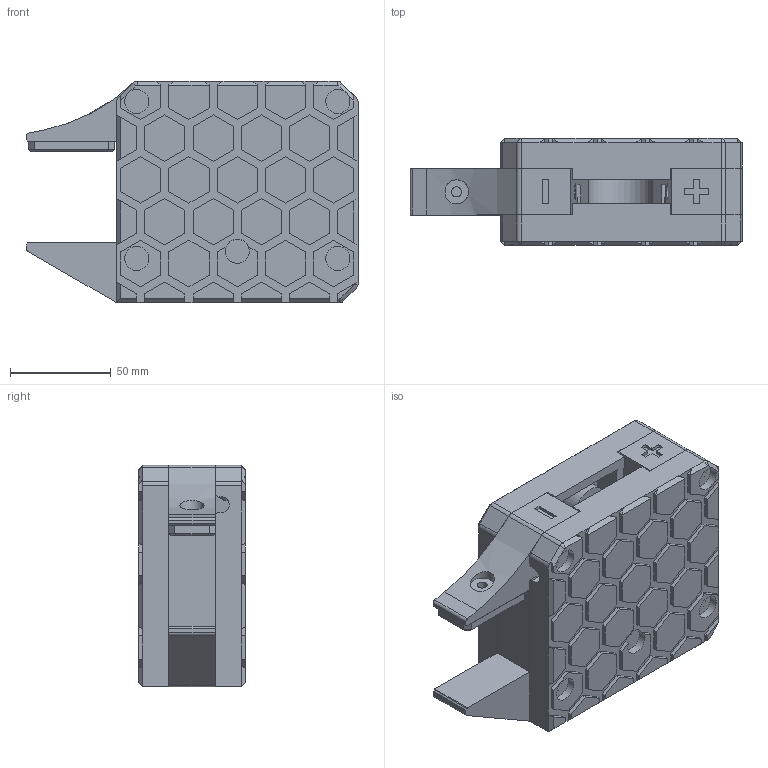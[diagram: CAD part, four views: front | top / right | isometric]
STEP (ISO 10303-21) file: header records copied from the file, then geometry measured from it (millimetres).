
FILE_DESCRIPTION(/* description */ (''),/* implementation_level */ '2;1');
FILE_NAME(/* name */ 'Base v33.step',/* time_stamp */ '2022-11-26T13:09:40+01:00',/* author */ (''),/* organization */ (''),/* preprocessor_version */ 'ST-DEVELOPER v19.2',/* originating_system */ 'Autodesk Translation Framework v11.17.0.187',/* authorisation */ '');
FILE_SCHEMA (('AUTOMOTIVE_DESIGN { 1 0 10303 214 3 1 1 }'));
Length unit declared in the file: millimetre
Products named in the file (5): Base; Left; Middle; right (1); Feet
Assembly tree (4 placements, depth 2):
  Base
    Left
    Middle
    right (1)
    Feet
Bounding box: 165 x 53 x 110 mm (x, y, z)
Volume: 400405.7 mm3; surface area: 139729.2 mm2
Topology: 4 solids, 4 shells, 745 faces, 1926 edges, 1254 vertices
Faces by surface type: plane 647, cylinder 88, cone 8, bspline 2
Full cylindrical faces by diameter (mm): 5 x4, 5.5 x10, 8 x4, 12 x10
Entity records: 22543 total; most frequent: CARTESIAN_POINT 4010, ORIENTED_EDGE 3852, DIRECTION 3623, EDGE_CURVE 1926, LINE 1723, VECTOR 1723, VERTEX_POINT 1254, AXIS2_PLACEMENT_3D 950
